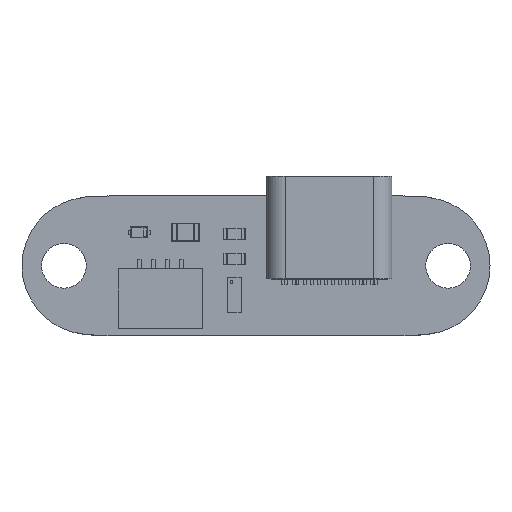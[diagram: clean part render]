
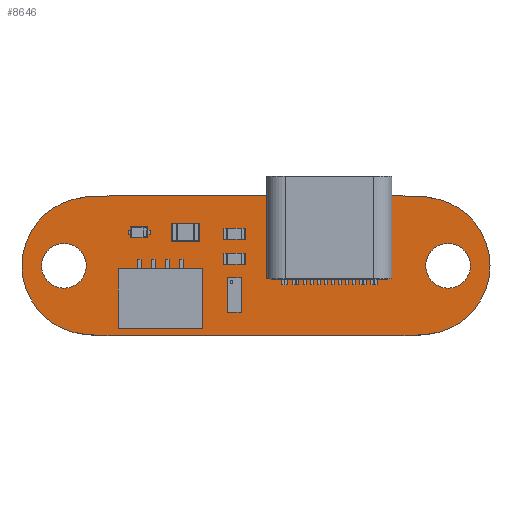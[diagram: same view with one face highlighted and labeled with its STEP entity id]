
A CAD part, top view. The second image highlights one B-rep face of the part: STEP entity #8646.
In plain terms, the highlighted planar face has unit normal (0, 0, 1).
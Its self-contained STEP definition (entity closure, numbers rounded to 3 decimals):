
#14=(
BOUNDED_CURVE()
B_SPLINE_CURVE(3,(#14140,#14141,#14142,#14143),.UNSPECIFIED.,.F.,.F.)
B_SPLINE_CURVE_WITH_KNOTS((4,4),(0.,1.),.UNSPECIFIED.)
CURVE()
GEOMETRIC_REPRESENTATION_ITEM()
RATIONAL_B_SPLINE_CURVE((1.,1.,1.,1.))
REPRESENTATION_ITEM('')
);
#16=(
BOUNDED_CURVE()
B_SPLINE_CURVE(3,(#14162,#14163,#14164,#14165),.UNSPECIFIED.,.F.,.F.)
B_SPLINE_CURVE_WITH_KNOTS((4,4),(0.,1.),.UNSPECIFIED.)
CURVE()
GEOMETRIC_REPRESENTATION_ITEM()
RATIONAL_B_SPLINE_CURVE((1.,1.,1.,1.))
REPRESENTATION_ITEM('')
);
#18=(
BOUNDED_CURVE()
B_SPLINE_CURVE(3,(#14187,#14188,#14189,#14190),.UNSPECIFIED.,.F.,.F.)
B_SPLINE_CURVE_WITH_KNOTS((4,4),(0.,1.),.UNSPECIFIED.)
CURVE()
GEOMETRIC_REPRESENTATION_ITEM()
RATIONAL_B_SPLINE_CURVE((1.,1.,1.,1.))
REPRESENTATION_ITEM('')
);
#20=(
BOUNDED_CURVE()
B_SPLINE_CURVE(3,(#14212,#14213,#14214,#14215),.UNSPECIFIED.,.F.,.F.)
B_SPLINE_CURVE_WITH_KNOTS((4,4),(0.,1.),.UNSPECIFIED.)
CURVE()
GEOMETRIC_REPRESENTATION_ITEM()
RATIONAL_B_SPLINE_CURVE((1.,1.,1.,1.))
REPRESENTATION_ITEM('')
);
#355=CIRCLE('',#9399,1.6);
#357=CIRCLE('',#9402,1.6);
#359=CIRCLE('',#9405,4.925);
#361=CIRCLE('',#9409,4.925);
#407=FACE_BOUND('',#1339,.T.);
#408=FACE_BOUND('',#1340,.T.);
#870=FACE_OUTER_BOUND('',#1338,.T.);
#1338=EDGE_LOOP('',(#7596,#7597,#7598,#7599,#7600,#7601,#7602,#7603));
#1339=EDGE_LOOP('',(#7604));
#1340=EDGE_LOOP('',(#7605));
#2310=LINE('',#14200,#3282);
#2314=LINE('',#14228,#3286);
#3282=VECTOR('',#11722,10.);
#3286=VECTOR('',#11734,10.);
#4044=VERTEX_POINT('',#14119);
#4046=VERTEX_POINT('',#14125);
#4048=VERTEX_POINT('',#14138);
#4049=VERTEX_POINT('',#14139);
#4052=VERTEX_POINT('',#14160);
#4053=VERTEX_POINT('',#14161);
#4056=VERTEX_POINT('',#14185);
#4057=VERTEX_POINT('',#14186);
#4060=VERTEX_POINT('',#14210);
#4061=VERTEX_POINT('',#14211);
#5218=EDGE_CURVE('',#4044,#4044,#355,.T.);
#5221=EDGE_CURVE('',#4046,#4046,#357,.T.);
#5224=EDGE_CURVE('',#4048,#4049,#14,.T.);
#5228=EDGE_CURVE('',#4052,#4053,#16,.T.);
#5232=EDGE_CURVE('',#4053,#4049,#359,.T.);
#5234=EDGE_CURVE('',#4056,#4057,#18,.T.);
#5238=EDGE_CURVE('',#4056,#4048,#2310,.T.);
#5240=EDGE_CURVE('',#4060,#4061,#20,.T.);
#5244=EDGE_CURVE('',#4061,#4057,#361,.T.);
#5246=EDGE_CURVE('',#4060,#4052,#2314,.T.);
#7596=ORIENTED_EDGE('',*,*,#5246,.F.);
#7597=ORIENTED_EDGE('',*,*,#5240,.T.);
#7598=ORIENTED_EDGE('',*,*,#5244,.T.);
#7599=ORIENTED_EDGE('',*,*,#5234,.F.);
#7600=ORIENTED_EDGE('',*,*,#5238,.T.);
#7601=ORIENTED_EDGE('',*,*,#5224,.T.);
#7602=ORIENTED_EDGE('',*,*,#5232,.F.);
#7603=ORIENTED_EDGE('',*,*,#5228,.F.);
#7604=ORIENTED_EDGE('',*,*,#5218,.T.);
#7605=ORIENTED_EDGE('',*,*,#5221,.T.);
#7970=PLANE('',#9412);
#8646=ADVANCED_FACE('',(#870,#407,#408),#7970,.T.);
#9399=AXIS2_PLACEMENT_3D('',#14120,#11696,#11697);
#9402=AXIS2_PLACEMENT_3D('',#14126,#11703,#11704);
#9405=AXIS2_PLACEMENT_3D('',#14175,#11714,#11715);
#9409=AXIS2_PLACEMENT_3D('',#14225,#11728,#11729);
#9412=AXIS2_PLACEMENT_3D('',#14230,#11736,#11737);
#11696=DIRECTION('center_axis',(0.,0.,-1.));
#11697=DIRECTION('ref_axis',(-1.,0.,0.));
#11703=DIRECTION('center_axis',(0.,0.,-1.));
#11704=DIRECTION('ref_axis',(-1.,0.,0.));
#11714=DIRECTION('center_axis',(0.,0.,-1.));
#11715=DIRECTION('ref_axis',(0.537,0.843,0.));
#11722=DIRECTION('',(1.,0.,0.));
#11728=DIRECTION('center_axis',(0.,0.,1.));
#11729=DIRECTION('ref_axis',(-0.537,0.843,0.));
#11734=DIRECTION('',(1.,0.,0.));
#11736=DIRECTION('center_axis',(0.,0.,1.));
#11737=DIRECTION('ref_axis',(1.,0.,0.));
#14119=CARTESIAN_POINT('',(32.1,-5.,0.035));
#14120=CARTESIAN_POINT('Origin',(30.5,-5.,0.035));
#14125=CARTESIAN_POINT('',(4.6,-5.,0.035));
#14126=CARTESIAN_POINT('Origin',(3.,-5.,0.035));
#14138=CARTESIAN_POINT('',(27.199,-10.,0.035));
#14139=CARTESIAN_POINT('',(31.221,-9.154,0.035));
#14140=CARTESIAN_POINT('Ctrl Pts',(27.199,-10.,0.035));
#14141=CARTESIAN_POINT('Ctrl Pts',(28.405,-10.,0.035));
#14142=CARTESIAN_POINT('Ctrl Pts',(29.893,-10.,0.035));
#14143=CARTESIAN_POINT('Ctrl Pts',(31.221,-9.154,0.035));
#14160=CARTESIAN_POINT('',(27.199,0.,0.035));
#14161=CARTESIAN_POINT('',(31.221,-0.846,0.035));
#14162=CARTESIAN_POINT('Ctrl Pts',(27.199,0.,0.035));
#14163=CARTESIAN_POINT('Ctrl Pts',(28.405,0.,0.035));
#14164=CARTESIAN_POINT('Ctrl Pts',(29.893,0.,0.035));
#14165=CARTESIAN_POINT('Ctrl Pts',(31.221,-0.846,
0.035));
#14175=CARTESIAN_POINT('Origin',(28.575,-5.,0.035));
#14185=CARTESIAN_POINT('',(6.301,-10.,0.035));
#14186=CARTESIAN_POINT('',(2.279,-9.154,0.035));
#14187=CARTESIAN_POINT('Ctrl Pts',(6.301,-10.,0.035));
#14188=CARTESIAN_POINT('Ctrl Pts',(5.095,-10.,0.035));
#14189=CARTESIAN_POINT('Ctrl Pts',(3.607,-10.,0.035));
#14190=CARTESIAN_POINT('Ctrl Pts',(2.279,-9.154,0.035));
#14200=CARTESIAN_POINT('',(0.,-10.,0.035));
#14210=CARTESIAN_POINT('',(6.301,0.,0.035));
#14211=CARTESIAN_POINT('',(2.279,-0.846,0.035));
#14212=CARTESIAN_POINT('Ctrl Pts',(6.301,0.,0.035));
#14213=CARTESIAN_POINT('Ctrl Pts',(5.095,0.,0.035));
#14214=CARTESIAN_POINT('Ctrl Pts',(3.607,0.,0.035));
#14215=CARTESIAN_POINT('Ctrl Pts',(2.279,-0.846,
0.035));
#14225=CARTESIAN_POINT('Origin',(4.925,-5.,0.035));
#14228=CARTESIAN_POINT('',(0.,0.,0.035));
#14230=CARTESIAN_POINT('Origin',(8.375,-2.5,0.035));
